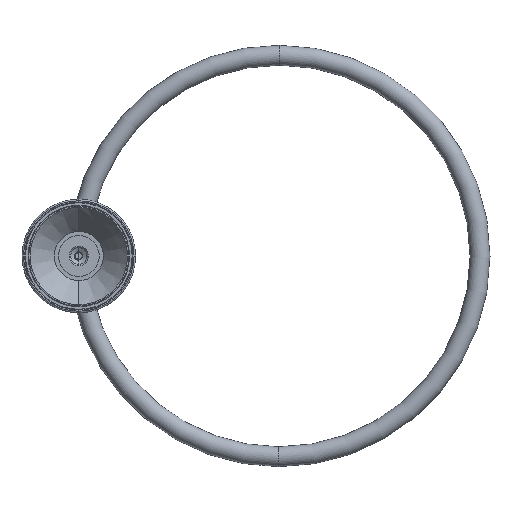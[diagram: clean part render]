
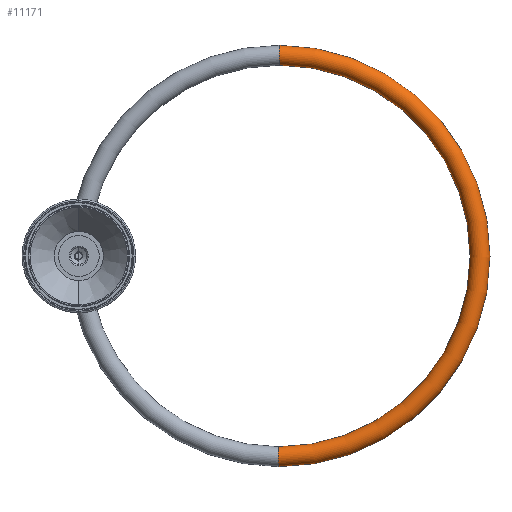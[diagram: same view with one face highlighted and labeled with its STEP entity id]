
A CAD part, left-side view. The second image highlights one B-rep face of the part: STEP entity #11171.
In plain terms, the highlighted toroidal (fillet/blend) face has major radius 99.949 mm and minor radius 4.953 mm.
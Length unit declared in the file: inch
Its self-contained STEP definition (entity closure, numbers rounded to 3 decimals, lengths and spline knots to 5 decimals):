
#11009=CARTESIAN_POINT('',(0.,0.,0.));
#11010=DIRECTION('',(0.,0.,1.));
#11011=DIRECTION('',(-1.,0.006,0.));
#11012=AXIS2_PLACEMENT_3D('',#11009,#11010,#11011);
#11014=CARTESIAN_POINT('',(-3.93494,0.02177,0.));
#11015=DIRECTION('',(-0.006,-1.,0.));
#11016=DIRECTION('',(1.,-0.006,0.));
#11017=AXIS2_PLACEMENT_3D('',#11014,#11015,#11016);
#11019=CARTESIAN_POINT('',(0.,0.,0.));
#11020=DIRECTION('',(0.,0.,1.));
#11021=DIRECTION('',(-1.,0.006,0.));
#11022=AXIS2_PLACEMENT_3D('',#11019,#11020,#11021);
#11024=CARTESIAN_POINT('',(3.935,0.,0.));
#11025=DIRECTION('',(0.,1.,0.));
#11026=DIRECTION('',(-1.,0.,0.));
#11027=AXIS2_PLACEMENT_3D('',#11024,#11025,#11026);
#11078=CARTESIAN_POINT('',(-3.73994,0.02069,0.));
#11079=CARTESIAN_POINT('',(-4.12994,0.02285,0.));
#11080=VERTEX_POINT('',#11078);
#11081=VERTEX_POINT('',#11079);
#11086=CARTESIAN_POINT('',(3.74,0.,0.));
#11087=VERTEX_POINT('',#11086);
#11088=CARTESIAN_POINT('',(4.13,0.,0.));
#11089=VERTEX_POINT('',#11088);
#11159=CARTESIAN_POINT('',(0.,0.,0.));
#11160=DIRECTION('',(0.,0.,1.));
#11161=DIRECTION('',(1.,-0.006,0.));
#11162=AXIS2_PLACEMENT_3D('',#11159,#11160,#11161);
#11163=TOROIDAL_SURFACE('',#11162,3.935,0.195);
#11164=ORIENTED_EDGE('',*,*,#11124,.F.);
#11165=ORIENTED_EDGE('',*,*,#11154,.T.);
#11167=ORIENTED_EDGE('',*,*,#11166,.T.);
#11168=ORIENTED_EDGE('',*,*,#11150,.F.);
#11169=EDGE_LOOP('',(#11164,#11165,#11167,#11168));
#11170=FACE_OUTER_BOUND('',#11169,.F.);
#11171=ADVANCED_FACE('',(#11170),#11163,.T.);
#11013=CIRCLE('',#11012,4.13);
#11018=CIRCLE('',#11017,0.195);
#11023=CIRCLE('',#11022,3.74);
#11028=CIRCLE('',#11027,0.195);
#11124=EDGE_CURVE('',#11080,#11081,#11018,.T.);
#11150=EDGE_CURVE('',#11081,#11089,#11013,.T.);
#11154=EDGE_CURVE('',#11080,#11087,#11023,.T.);
#11166=EDGE_CURVE('',#11087,#11089,#11028,.T.);
